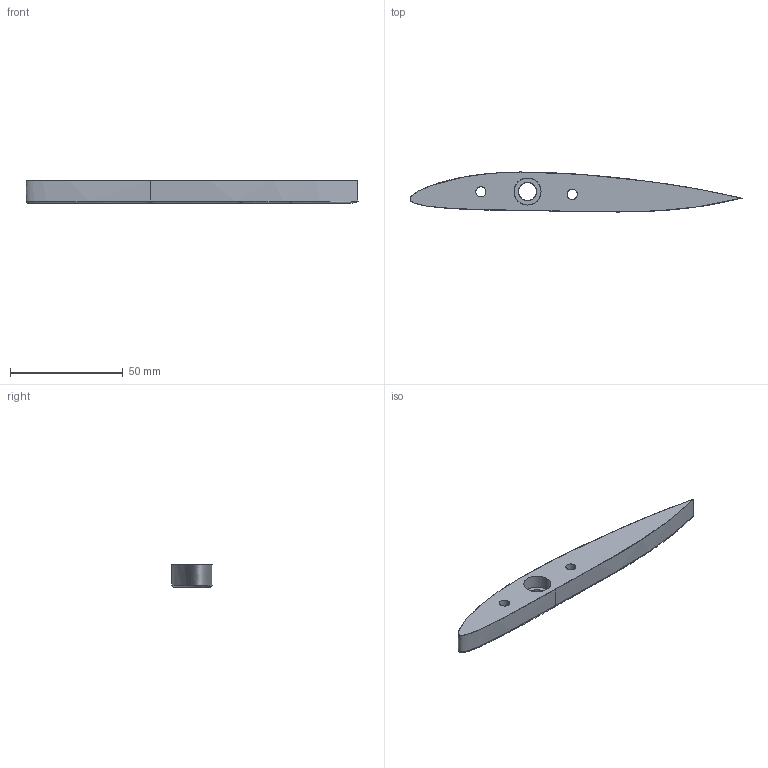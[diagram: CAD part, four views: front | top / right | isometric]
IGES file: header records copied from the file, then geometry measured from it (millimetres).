
Start section: SolidWorks IGES file using analytic representation for surfaces
Global section: file name: Extremité foil V4Symétrie.IGS; native system: SolidWorks 2009; preprocessor: SolidWorks 2009; author: Stéphane; date: 210925.094350; units: millimetre
Bounding box: 147.53 x 17.78 x 10 mm (x, y, z)
Surface area: 7053 mm2 (no closed solid volume)
Topology: 0 solids, 0 shells, 21 faces, 535 edges, 582 vertices
Faces by surface type: revolution 12, bspline 9
